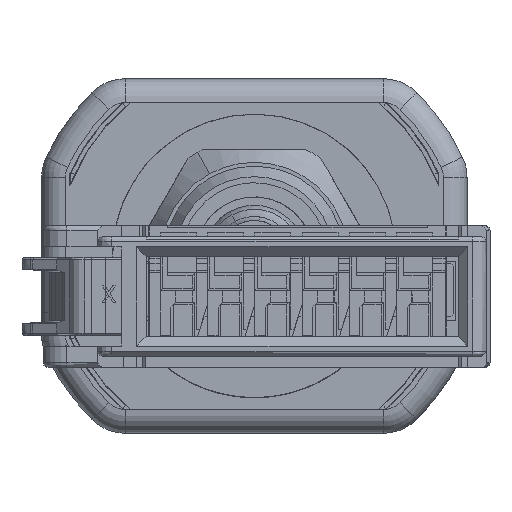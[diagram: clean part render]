
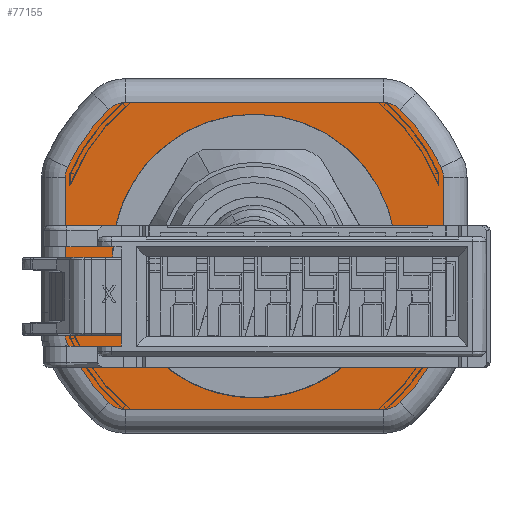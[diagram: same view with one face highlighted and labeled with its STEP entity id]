
A CAD part, left-side view. The second image highlights one B-rep face of the part: STEP entity #77155.
In plain terms, the highlighted planar face has unit normal (-1, 0, 0).
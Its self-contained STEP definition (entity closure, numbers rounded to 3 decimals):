
#76991=AXIS2_PLACEMENT_3D('Circle Axis2P3D',#76989,#76990,$) ;
#77015=AXIS2_PLACEMENT_3D('Circle Axis2P3D',#77013,#77014,$) ;
#77028=AXIS2_PLACEMENT_3D('Plane Axis2P3D',#77025,#77026,#77027) ;
#77041=AXIS2_PLACEMENT_3D('Circle Axis2P3D',#77039,#77040,$) ;
#77048=AXIS2_PLACEMENT_3D('Circle Axis2P3D',#77046,#77047,$) ;
#77055=AXIS2_PLACEMENT_3D('Circle Axis2P3D',#77053,#77054,$) ;
#77069=AXIS2_PLACEMENT_3D('Circle Axis2P3D',#77067,#77068,$) ;
#77076=AXIS2_PLACEMENT_3D('Circle Axis2P3D',#77074,#77075,$) ;
#77083=AXIS2_PLACEMENT_3D('Circle Axis2P3D',#77081,#77082,$) ;
#77097=AXIS2_PLACEMENT_3D('Circle Axis2P3D',#77095,#77096,$) ;
#77104=AXIS2_PLACEMENT_3D('Circle Axis2P3D',#77102,#77103,$) ;
#77109=AXIS2_PLACEMENT_3D('Circle Axis2P3D',#77107,#77108,$) ;
#77116=AXIS2_PLACEMENT_3D('Circle Axis2P3D',#77114,#77115,$) ;
#77139=AXIS2_PLACEMENT_3D('Circle Axis2P3D',#77137,#77138,$) ;
#77148=AXIS2_PLACEMENT_3D('Circle Axis2P3D',#77146,#77147,$) ;
#76682=CARTESIAN_POINT('Vertex',(0.,3.54,14.)) ;
#76689=CARTESIAN_POINT('Vertex',(0.,14.46,14.)) ;
#76692=CARTESIAN_POINT('Line Origine',(0.,9.,14.)) ;
#76986=CARTESIAN_POINT('Vertex',(0.,15.165,13.71)) ;
#76989=CARTESIAN_POINT('Axis2P3D Location',(0.,14.46,13.)) ;
#77010=CARTESIAN_POINT('Vertex',(0.,2.835,13.71)) ;
#77013=CARTESIAN_POINT('Axis2P3D Location',(0.,3.54,13.)) ;
#77025=CARTESIAN_POINT('Axis2P3D Location',(0.,18.,0.)) ;
#77030=CARTESIAN_POINT('Line Origine',(0.,17.,7.5)) ;
#77034=CARTESIAN_POINT('Vertex',(0.,17.,10.826)) ;
#77036=CARTESIAN_POINT('Vertex',(0.,17.,4.174)) ;
#77039=CARTESIAN_POINT('Axis2P3D Location',(0.,16.,4.174)) ;
#77043=CARTESIAN_POINT('Vertex',(0.,16.903,3.745)) ;
#77046=CARTESIAN_POINT('Axis2P3D Location',(0.,9.,7.5)) ;
#77050=CARTESIAN_POINT('Vertex',(0.,15.165,1.29)) ;
#77053=CARTESIAN_POINT('Axis2P3D Location',(0.,14.46,2.)) ;
#77057=CARTESIAN_POINT('Vertex',(0.,14.46,1.)) ;
#77060=CARTESIAN_POINT('Line Origine',(0.,9.,1.)) ;
#77064=CARTESIAN_POINT('Vertex',(0.,3.54,1.)) ;
#77067=CARTESIAN_POINT('Axis2P3D Location',(0.,3.54,2.)) ;
#77071=CARTESIAN_POINT('Vertex',(0.,2.835,1.29)) ;
#77074=CARTESIAN_POINT('Axis2P3D Location',(0.,9.,7.5)) ;
#77078=CARTESIAN_POINT('Vertex',(0.,1.097,3.745)) ;
#77081=CARTESIAN_POINT('Axis2P3D Location',(0.,2.,4.174)) ;
#77085=CARTESIAN_POINT('Vertex',(0.,1.,4.174)) ;
#77088=CARTESIAN_POINT('Line Origine',(0.,1.,7.5)) ;
#77092=CARTESIAN_POINT('Vertex',(0.,1.,10.826)) ;
#77095=CARTESIAN_POINT('Axis2P3D Location',(0.,2.,10.826)) ;
#77099=CARTESIAN_POINT('Vertex',(0.,1.097,11.255)) ;
#77102=CARTESIAN_POINT('Axis2P3D Location',(0.,9.,7.5)) ;
#77107=CARTESIAN_POINT('Axis2P3D Location',(0.,9.,7.5)) ;
#77111=CARTESIAN_POINT('Vertex',(0.,16.903,11.255)) ;
#77114=CARTESIAN_POINT('Axis2P3D Location',(0.,16.,10.826)) ;
#77137=CARTESIAN_POINT('Axis2P3D Location',(0.,9.,7.5)) ;
#77141=CARTESIAN_POINT('Vertex',(0.,15.,7.5)) ;
#77143=CARTESIAN_POINT('Vertex',(0.,3.,7.5)) ;
#77146=CARTESIAN_POINT('Axis2P3D Location',(0.,9.,7.5)) ;
#76693=DIRECTION('Vector Direction',(0.,1.,0.)) ;
#76990=DIRECTION('Axis2P3D Direction',(-1.,0.,0.)) ;
#77014=DIRECTION('Axis2P3D Direction',(-1.,0.,0.)) ;
#77026=DIRECTION('Axis2P3D Direction',(-1.,0.,0.)) ;
#77027=DIRECTION('Axis2P3D XDirection',(0.,-1.,0.)) ;
#77031=DIRECTION('Vector Direction',(0.,0.,-1.)) ;
#77040=DIRECTION('Axis2P3D Direction',(-1.,0.,0.)) ;
#77047=DIRECTION('Axis2P3D Direction',(-1.,0.,0.)) ;
#77054=DIRECTION('Axis2P3D Direction',(-1.,0.,0.)) ;
#77061=DIRECTION('Vector Direction',(0.,1.,0.)) ;
#77068=DIRECTION('Axis2P3D Direction',(-1.,0.,0.)) ;
#77075=DIRECTION('Axis2P3D Direction',(-1.,0.,0.)) ;
#77082=DIRECTION('Axis2P3D Direction',(-1.,0.,0.)) ;
#77089=DIRECTION('Vector Direction',(0.,0.,1.)) ;
#77096=DIRECTION('Axis2P3D Direction',(-1.,0.,0.)) ;
#77103=DIRECTION('Axis2P3D Direction',(-1.,0.,0.)) ;
#77108=DIRECTION('Axis2P3D Direction',(-1.,0.,0.)) ;
#77115=DIRECTION('Axis2P3D Direction',(-1.,0.,0.)) ;
#77138=DIRECTION('Axis2P3D Direction',(-1.,0.,0.)) ;
#77147=DIRECTION('Axis2P3D Direction',(-1.,0.,0.)) ;
#76694=VECTOR('Line Direction',#76693,1.) ;
#77032=VECTOR('Line Direction',#77031,1.) ;
#77062=VECTOR('Line Direction',#77061,1.) ;
#77090=VECTOR('Line Direction',#77089,1.) ;
#77120=ORIENTED_EDGE('',*,*,#77038,.T.) ;
#77121=ORIENTED_EDGE('',*,*,#77045,.F.) ;
#77122=ORIENTED_EDGE('',*,*,#77052,.F.) ;
#77123=ORIENTED_EDGE('',*,*,#77059,.F.) ;
#77124=ORIENTED_EDGE('',*,*,#77066,.F.) ;
#77125=ORIENTED_EDGE('',*,*,#77073,.F.) ;
#77126=ORIENTED_EDGE('',*,*,#77080,.F.) ;
#77127=ORIENTED_EDGE('',*,*,#77087,.F.) ;
#77128=ORIENTED_EDGE('',*,*,#77094,.T.) ;
#77129=ORIENTED_EDGE('',*,*,#77101,.T.) ;
#77130=ORIENTED_EDGE('',*,*,#77106,.T.) ;
#77131=ORIENTED_EDGE('',*,*,#77017,.T.) ;
#77132=ORIENTED_EDGE('',*,*,#76696,.T.) ;
#77133=ORIENTED_EDGE('',*,*,#76993,.T.) ;
#77134=ORIENTED_EDGE('',*,*,#77113,.T.) ;
#77135=ORIENTED_EDGE('',*,*,#77118,.T.) ;
#77152=ORIENTED_EDGE('',*,*,#77145,.F.) ;
#77153=ORIENTED_EDGE('',*,*,#77150,.F.) ;
#77154=FACE_BOUND('',#77151,.T.) ;
#77155=ADVANCED_FACE('Brep With Voids',(#77136,#77154),#77029,.T.) ;
#76992=CIRCLE('generated circle',#76991,1.) ;
#77016=CIRCLE('generated circle',#77015,1.) ;
#77042=CIRCLE('generated circle',#77041,1.) ;
#77049=CIRCLE('generated circle',#77048,8.75) ;
#77056=CIRCLE('generated circle',#77055,1.) ;
#77070=CIRCLE('generated circle',#77069,1.) ;
#77077=CIRCLE('generated circle',#77076,8.75) ;
#77084=CIRCLE('generated circle',#77083,1.) ;
#77098=CIRCLE('generated circle',#77097,1.) ;
#77105=CIRCLE('generated circle',#77104,8.75) ;
#77110=CIRCLE('generated circle',#77109,8.75) ;
#77117=CIRCLE('generated circle',#77116,1.) ;
#77140=CIRCLE('generated circle',#77139,6.) ;
#77149=CIRCLE('generated circle',#77148,6.) ;
#76696=EDGE_CURVE('',#76683,#76690,#76695,.T.) ;
#76993=EDGE_CURVE('',#76690,#76987,#76992,.T.) ;
#77017=EDGE_CURVE('',#77011,#76683,#77016,.T.) ;
#77038=EDGE_CURVE('',#77035,#77037,#77033,.T.) ;
#77045=EDGE_CURVE('',#77044,#77037,#77042,.F.) ;
#77052=EDGE_CURVE('',#77051,#77044,#77049,.F.) ;
#77059=EDGE_CURVE('',#77058,#77051,#77056,.F.) ;
#77066=EDGE_CURVE('',#77065,#77058,#77063,.T.) ;
#77073=EDGE_CURVE('',#77072,#77065,#77070,.F.) ;
#77080=EDGE_CURVE('',#77079,#77072,#77077,.F.) ;
#77087=EDGE_CURVE('',#77086,#77079,#77084,.F.) ;
#77094=EDGE_CURVE('',#77086,#77093,#77091,.T.) ;
#77101=EDGE_CURVE('',#77093,#77100,#77098,.T.) ;
#77106=EDGE_CURVE('',#77100,#77011,#77105,.T.) ;
#77113=EDGE_CURVE('',#76987,#77112,#77110,.T.) ;
#77118=EDGE_CURVE('',#77112,#77035,#77117,.T.) ;
#77145=EDGE_CURVE('',#77142,#77144,#77140,.T.) ;
#77150=EDGE_CURVE('',#77144,#77142,#77149,.T.) ;
#77119=EDGE_LOOP('',(#77120,#77121,#77122,#77123,#77124,#77125,#77126,#77127,#77128,#77129,#77130,#77131,#77132,#77133,#77134,#77135)) ;
#77151=EDGE_LOOP('',(#77152,#77153)) ;
#77136=FACE_OUTER_BOUND('',#77119,.T.) ;
#76695=LINE('Line',#76692,#76694) ;
#77033=LINE('Line',#77030,#77032) ;
#77063=LINE('Line',#77060,#77062) ;
#77091=LINE('Line',#77088,#77090) ;
#77029=PLANE('Plane',#77028) ;
#76683=VERTEX_POINT('',#76682) ;
#76690=VERTEX_POINT('',#76689) ;
#76987=VERTEX_POINT('',#76986) ;
#77011=VERTEX_POINT('',#77010) ;
#77035=VERTEX_POINT('',#77034) ;
#77037=VERTEX_POINT('',#77036) ;
#77044=VERTEX_POINT('',#77043) ;
#77051=VERTEX_POINT('',#77050) ;
#77058=VERTEX_POINT('',#77057) ;
#77065=VERTEX_POINT('',#77064) ;
#77072=VERTEX_POINT('',#77071) ;
#77079=VERTEX_POINT('',#77078) ;
#77086=VERTEX_POINT('',#77085) ;
#77093=VERTEX_POINT('',#77092) ;
#77100=VERTEX_POINT('',#77099) ;
#77112=VERTEX_POINT('',#77111) ;
#77142=VERTEX_POINT('',#77141) ;
#77144=VERTEX_POINT('',#77143) ;
